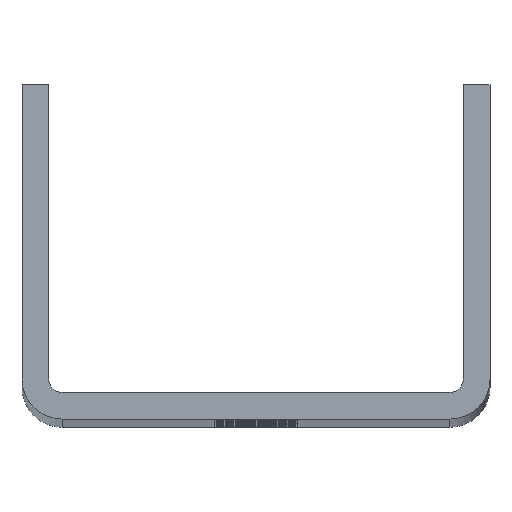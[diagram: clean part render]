
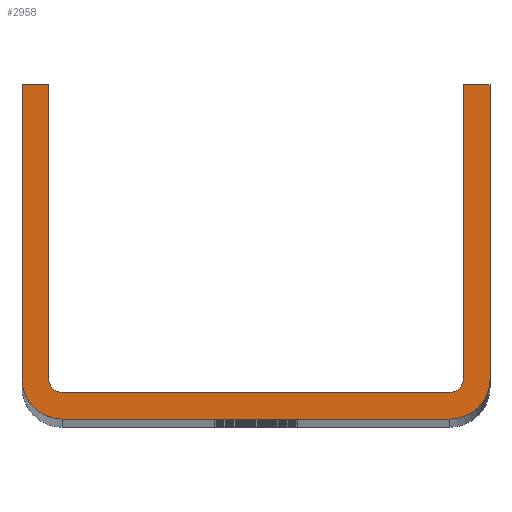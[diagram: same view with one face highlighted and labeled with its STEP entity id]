
A CAD part, top view. The second image highlights one B-rep face of the part: STEP entity #2958.
In plain terms, the highlighted planar face has unit normal (0, 0, 1).
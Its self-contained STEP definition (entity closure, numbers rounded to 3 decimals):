
#32 = DIRECTION ( 'NONE',  ( 0., 0., 1. ) ) ;
#237 = EDGE_CURVE ( 'NONE', #3313, #771, #5948, .T. ) ;
#409 = DIRECTION ( 'NONE',  ( 1., 0., 0. ) ) ;
#506 = DIRECTION ( 'NONE',  ( 0., 0., 1. ) ) ;
#527 = LINE ( 'NONE', #1008, #5162 ) ;
#701 = CARTESIAN_POINT ( 'NONE',  ( -31., 50., 700. ) ) ;
#711 = AXIS2_PLACEMENT_3D ( 'NONE', #7650, #506, #2992 ) ;
#771 = VERTEX_POINT ( 'NONE', #701 ) ;
#819 = EDGE_CURVE ( 'NONE', #5799, #6928, #2598, .T. ) ;
#823 = VERTEX_POINT ( 'NONE', #5254 ) ;
#875 = EDGE_CURVE ( 'NONE', #1417, #5404, #2201, .T. ) ;
#1008 = CARTESIAN_POINT ( 'NONE',  ( -31., 50., 700. ) ) ;
#1017 = DIRECTION ( 'NONE',  ( 1., 0., 0. ) ) ;
#1033 = LINE ( 'NONE', #7622, #6039 ) ;
#1188 = ORIENTED_EDGE ( 'NONE', *, *, #819, .F. ) ;
#1417 = VERTEX_POINT ( 'NONE', #2417 ) ;
#1578 = LINE ( 'NONE', #2111, #4263 ) ;
#1619 = CARTESIAN_POINT ( 'NONE',  ( 29., 6., 700. ) ) ;
#1735 = ORIENTED_EDGE ( 'NONE', *, *, #6971, .F. ) ;
#1736 = VERTEX_POINT ( 'NONE', #7036 ) ;
#1828 = AXIS2_PLACEMENT_3D ( 'NONE', #6442, #4580, #1017 ) ;
#1851 = DIRECTION ( 'NONE',  ( 1., 0., 0. ) ) ;
#1857 = EDGE_CURVE ( 'NONE', #1736, #3558, #3127, .T. ) ;
#1874 = VECTOR ( 'NONE', #1851, 1000. ) ;
#2028 = DIRECTION ( 'NONE',  ( 1., 0., 0. ) ) ;
#2111 = CARTESIAN_POINT ( 'NONE',  ( 31., 50., 700. ) ) ;
#2175 = CARTESIAN_POINT ( 'NONE',  ( -29., 0., 700. ) ) ;
#2201 = CIRCLE ( 'NONE', #1828, 2. ) ;
#2235 = CIRCLE ( 'NONE', #5282, 6. ) ;
#2293 = ORIENTED_EDGE ( 'NONE', *, *, #4166, .F. ) ;
#2391 = DIRECTION ( 'NONE',  ( 0., 1., 0. ) ) ;
#2409 = DIRECTION ( 'NONE',  ( 1., 0., 0. ) ) ;
#2417 = CARTESIAN_POINT ( 'NONE',  ( -31., 6., 700. ) ) ;
#2444 = LINE ( 'NONE', #7270, #1874 ) ;
#2598 = CIRCLE ( 'NONE', #7640, 2. ) ;
#2628 = ORIENTED_EDGE ( 'NONE', *, *, #4020, .T. ) ;
#2709 = CARTESIAN_POINT ( 'NONE',  ( -29., 6., 700. ) ) ;
#2774 = VERTEX_POINT ( 'NONE', #6585 ) ;
#2958 = ADVANCED_FACE ( 'NONE', ( #7142 ), #4741, .T. ) ;
#2992 = DIRECTION ( 'NONE',  ( 1., 0., 0. ) ) ;
#3018 = VECTOR ( 'NONE', #3760, 1000. ) ;
#3119 = VECTOR ( 'NONE', #2391, 1000. ) ;
#3127 = CIRCLE ( 'NONE', #6741, 6. ) ;
#3263 = DIRECTION ( 'NONE',  ( 0., 0., 1. ) ) ;
#3313 = VERTEX_POINT ( 'NONE', #4233 ) ;
#3396 = CARTESIAN_POINT ( 'NONE',  ( 35., 6., 700. ) ) ;
#3440 = CARTESIAN_POINT ( 'NONE',  ( 29., 4., 700. ) ) ;
#3486 = CARTESIAN_POINT ( 'NONE',  ( -29., 4., 700. ) ) ;
#3558 = VERTEX_POINT ( 'NONE', #3396 ) ;
#3760 = DIRECTION ( 'NONE',  ( 0., -1., 0. ) ) ;
#3974 = DIRECTION ( 'NONE',  ( 1., 0., 0. ) ) ;
#4020 = EDGE_CURVE ( 'NONE', #2774, #4490, #2235, .T. ) ;
#4059 = DIRECTION ( 'NONE',  ( 0., 0., 1. ) ) ;
#4068 = EDGE_CURVE ( 'NONE', #823, #5566, #1578, .T. ) ;
#4130 = VECTOR ( 'NONE', #2028, 1000. ) ;
#4166 = EDGE_CURVE ( 'NONE', #6928, #823, #4770, .T. ) ;
#4233 = CARTESIAN_POINT ( 'NONE',  ( -35., 50., 700. ) ) ;
#4244 = EDGE_CURVE ( 'NONE', #4490, #1736, #5035, .T. ) ;
#4263 = VECTOR ( 'NONE', #3974, 1000. ) ;
#4323 = ORIENTED_EDGE ( 'NONE', *, *, #4984, .F. ) ;
#4353 = EDGE_CURVE ( 'NONE', #3558, #5566, #1033, .T. ) ;
#4403 = CARTESIAN_POINT ( 'NONE',  ( 31., 6., 700. ) ) ;
#4490 = VERTEX_POINT ( 'NONE', #5809 ) ;
#4580 = DIRECTION ( 'NONE',  ( 0., 0., 1. ) ) ;
#4644 = EDGE_LOOP ( 'NONE', ( #7223, #5557, #2293, #1188, #1735, #6870, #4323, #6799, #7307, #2628, #7454, #6823 ) ) ;
#4741 = PLANE ( 'NONE',  #711 ) ;
#4770 = LINE ( 'NONE', #4403, #3119 ) ;
#4872 = CARTESIAN_POINT ( 'NONE',  ( -35., 50., 700. ) ) ;
#4961 = VECTOR ( 'NONE', #6580, 1000. ) ;
#4984 = EDGE_CURVE ( 'NONE', #771, #1417, #527, .T. ) ;
#5035 = LINE ( 'NONE', #2175, #4130 ) ;
#5162 = VECTOR ( 'NONE', #7713, 1000. ) ;
#5254 = CARTESIAN_POINT ( 'NONE',  ( 31., 50., 700. ) ) ;
#5282 = AXIS2_PLACEMENT_3D ( 'NONE', #2709, #4059, #409 ) ;
#5391 = LINE ( 'NONE', #4872, #3018 ) ;
#5404 = VERTEX_POINT ( 'NONE', #3486 ) ;
#5471 = CARTESIAN_POINT ( 'NONE',  ( 35., 50., 700. ) ) ;
#5557 = ORIENTED_EDGE ( 'NONE', *, *, #4068, .F. ) ;
#5566 = VERTEX_POINT ( 'NONE', #5471 ) ;
#5799 = VERTEX_POINT ( 'NONE', #3440 ) ;
#5809 = CARTESIAN_POINT ( 'NONE',  ( -29., 0., 700. ) ) ;
#5948 = LINE ( 'NONE', #7746, #4961 ) ;
#6039 = VECTOR ( 'NONE', #7703, 1000. ) ;
#6130 = CARTESIAN_POINT ( 'NONE',  ( 31., 6., 700. ) ) ;
#6442 = CARTESIAN_POINT ( 'NONE',  ( -29., 6., 700. ) ) ;
#6580 = DIRECTION ( 'NONE',  ( 1., 0., 0. ) ) ;
#6585 = CARTESIAN_POINT ( 'NONE',  ( -35., 6., 700. ) ) ;
#6741 = AXIS2_PLACEMENT_3D ( 'NONE', #7149, #32, #2409 ) ;
#6799 = ORIENTED_EDGE ( 'NONE', *, *, #237, .F. ) ;
#6823 = ORIENTED_EDGE ( 'NONE', *, *, #1857, .T. ) ;
#6870 = ORIENTED_EDGE ( 'NONE', *, *, #875, .F. ) ;
#6928 = VERTEX_POINT ( 'NONE', #6130 ) ;
#6952 = DIRECTION ( 'NONE',  ( 1., 0., 0. ) ) ;
#6971 = EDGE_CURVE ( 'NONE', #5404, #5799, #2444, .T. ) ;
#7036 = CARTESIAN_POINT ( 'NONE',  ( 29., 0., 700. ) ) ;
#7142 = FACE_OUTER_BOUND ( 'NONE', #4644, .T. ) ;
#7149 = CARTESIAN_POINT ( 'NONE',  ( 29., 6., 700. ) ) ;
#7223 = ORIENTED_EDGE ( 'NONE', *, *, #4353, .T. ) ;
#7243 = EDGE_CURVE ( 'NONE', #3313, #2774, #5391, .T. ) ;
#7270 = CARTESIAN_POINT ( 'NONE',  ( -29., 4., 700. ) ) ;
#7307 = ORIENTED_EDGE ( 'NONE', *, *, #7243, .T. ) ;
#7454 = ORIENTED_EDGE ( 'NONE', *, *, #4244, .T. ) ;
#7622 = CARTESIAN_POINT ( 'NONE',  ( 35., 6., 700. ) ) ;
#7640 = AXIS2_PLACEMENT_3D ( 'NONE', #1619, #3263, #6952 ) ;
#7650 = CARTESIAN_POINT ( 'NONE',  ( 29., 6., 700. ) ) ;
#7703 = DIRECTION ( 'NONE',  ( 0., 1., 0. ) ) ;
#7713 = DIRECTION ( 'NONE',  ( 0., -1., 0. ) ) ;
#7746 = CARTESIAN_POINT ( 'NONE',  ( -35., 50., 700. ) ) ;
